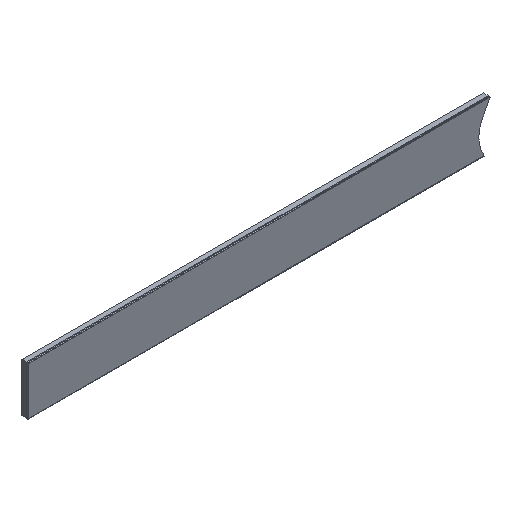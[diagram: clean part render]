
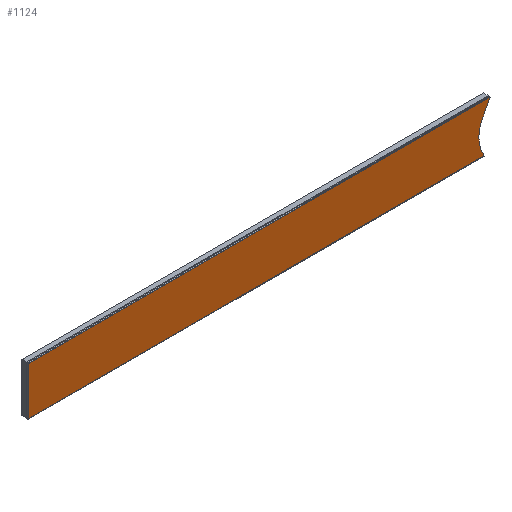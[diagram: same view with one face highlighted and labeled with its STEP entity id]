
A CAD part, isometric view. The second image highlights one B-rep face of the part: STEP entity #1124.
In plain terms, the highlighted planar face has unit normal (0, -1, 0).
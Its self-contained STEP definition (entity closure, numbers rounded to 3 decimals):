
#28 = VERTEX_POINT ( 'NONE', #199 ) ;
#29 = ORIENTED_EDGE ( 'NONE', *, *, #31, .F. ) ;
#30 = EDGE_LOOP ( 'NONE', ( #29, #67, #64, #65 ) ) ;
#31 = EDGE_CURVE ( 'NONE', #28, #63, #198, .T. ) ;
#63 = VERTEX_POINT ( 'NONE', #294 ) ;
#64 = ORIENTED_EDGE ( 'NONE', *, *, #1116, .T. ) ;
#65 = ORIENTED_EDGE ( 'NONE', *, *, #66, .T. ) ;
#66 = EDGE_CURVE ( 'NONE', #1127, #63, #293, .T. ) ;
#67 = ORIENTED_EDGE ( 'NONE', *, *, #68, .T. ) ;
#68 = EDGE_CURVE ( 'NONE', #28, #1126, #289, .T. ) ;
#195 = DIRECTION ( 'NONE',  ( -1., 0., 0. ) ) ;
#196 = VECTOR ( 'NONE', #195, 1000. ) ;
#197 = CARTESIAN_POINT ( 'NONE',  ( 100., -0.1, -9.9 ) ) ;
#198 = LINE ( 'NONE', #197, #196 ) ;
#199 = CARTESIAN_POINT ( 'NONE',  ( 93.253, -0.1, -9.9 ) ) ;
#283 = CARTESIAN_POINT ( 'NONE',  ( 94.442, -0.1, -0.1 ) ) ;
#284 = CARTESIAN_POINT ( 'NONE',  ( 93.548, -0.1, -1.902 ) ) ;
#285 = CARTESIAN_POINT ( 'NONE',  ( 91.518, -0.1, -4.901 ) ) ;
#286 = CARTESIAN_POINT ( 'NONE',  ( 92.426, -0.1, -8.393 ) ) ;
#287 = CARTESIAN_POINT ( 'NONE',  ( 93.253, -0.1, -9.9 ) ) ;
#289 = B_SPLINE_CURVE_WITH_KNOTS ( 'NONE', 3,
 ( #287, #286, #285, #284, #283 ),
 .UNSPECIFIED., .F., .F.,
 ( 4, 1, 4 ),
 ( 0.15, 0.201, 0.263 ),
 .UNSPECIFIED. ) ;
#290 = DIRECTION ( 'NONE',  ( 0., 0., -1. ) ) ;
#291 = VECTOR ( 'NONE', #290, 1000. ) ;
#292 = CARTESIAN_POINT ( 'NONE',  ( 0.05, -0.1, -9.9 ) ) ;
#293 = LINE ( 'NONE', #292, #291 ) ;
#294 = CARTESIAN_POINT ( 'NONE',  ( 0.05, -0.1, -9.9 ) ) ;
#762 = DIRECTION ( 'NONE',  ( 0., 0., 1. ) ) ;
#763 = DIRECTION ( 'NONE',  ( 0., 1., 0. ) ) ;
#764 = CARTESIAN_POINT ( 'NONE',  ( 100., -0.1, -0.1 ) ) ;
#765 = AXIS2_PLACEMENT_3D ( 'NONE', #764, #763, #762 ) ;
#766 = PLANE ( 'NONE',  #765 ) ;
#767 = CARTESIAN_POINT ( 'NONE',  ( 94.442, -0.1, -0.1 ) ) ;
#768 = FACE_OUTER_BOUND ( 'NONE', #30, .T. ) ;
#782 = DIRECTION ( 'NONE',  ( -1., 0., 0. ) ) ;
#783 = VECTOR ( 'NONE', #782, 1000. ) ;
#784 = CARTESIAN_POINT ( 'NONE',  ( 100., -0.1, -0.1 ) ) ;
#785 = LINE ( 'NONE', #784, #783 ) ;
#823 = CARTESIAN_POINT ( 'NONE',  ( 0.05, -0.1, -0.1 ) ) ;
#1116 = EDGE_CURVE ( 'NONE', #1126, #1127, #785, .T. ) ;
#1124 = ADVANCED_FACE ( 'NONE', ( #768 ), #766, .F. ) ;
#1126 = VERTEX_POINT ( 'NONE', #767 ) ;
#1127 = VERTEX_POINT ( 'NONE', #823 ) ;
